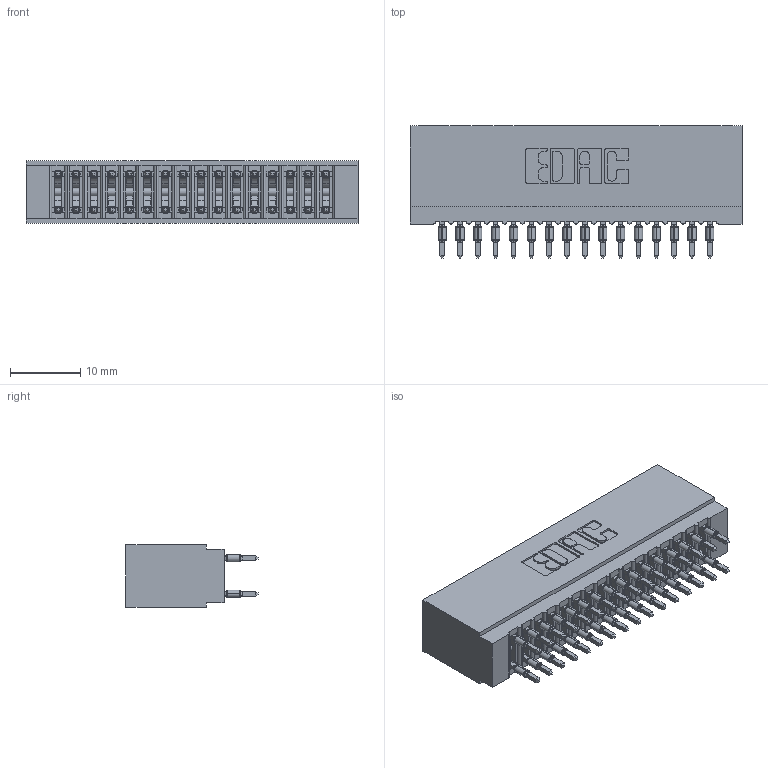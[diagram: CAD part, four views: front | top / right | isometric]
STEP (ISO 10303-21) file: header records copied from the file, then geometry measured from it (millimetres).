
FILE_DESCRIPTION (( 'STEP AP203' ), '1' );
FILE_NAME ('725-032-525-201.STEP', '2026-02-24T17:12:56', ( '' ), ( '' ), 'SwSTEP 2.0', 'SolidWorks 2023', '' );
FILE_SCHEMA (( 'CONFIG_CONTROL_DESIGN' ));
Length unit declared in the file: millimetre
Products named in the file (3): 725 Part_Insulator Option - 01; 745-292-001_525; 725-032-525-201
Assembly tree (33 placements, depth 2):
  725-032-525-201
    725 Part_Insulator Option - 01
    745-292-001_525  x32
Bounding box: 47.24 x 18.8 x 8.89 mm (x, y, z)
Volume: 3868.5 mm3; surface area: 7595.1 mm2
Topology: 33 solids, 33 shells, 2959 faces, 7950 edges, 5000 vertices
Faces by surface type: plane 1527, bspline 640, cylinder 600, torus 192
Entity records: 30450 total; most frequent: CARTESIAN_POINT 5791, ORIENTED_EDGE 5174, DIRECTION 4545, EDGE_CURVE 2587, LINE 2309, VECTOR 2309, VERTEX_POINT 1652, AXIS2_PLACEMENT_3D 1118
